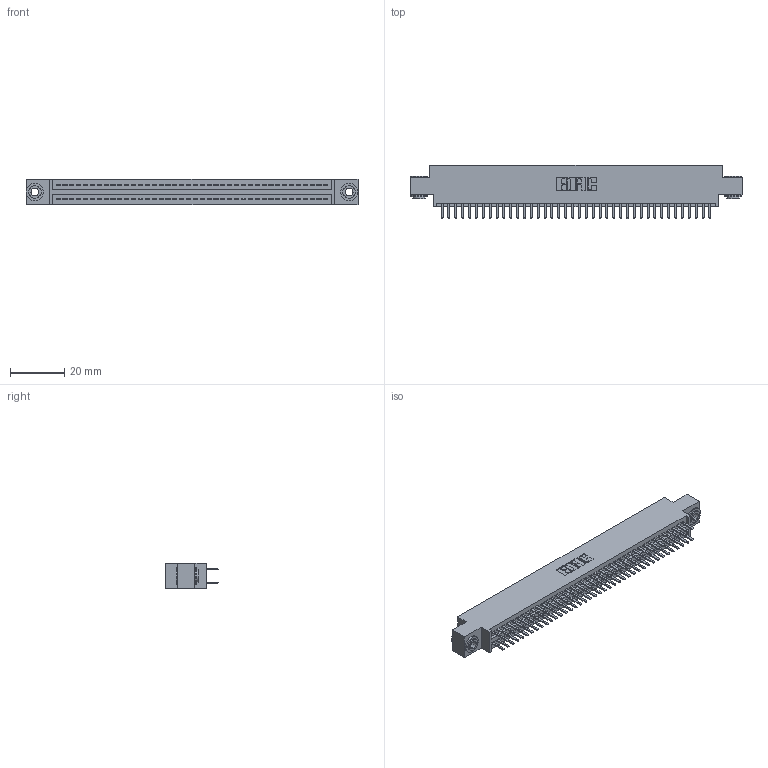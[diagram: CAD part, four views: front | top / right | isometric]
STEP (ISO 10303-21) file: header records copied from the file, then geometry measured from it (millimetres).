
FILE_DESCRIPTION (( 'STEP AP203' ), '1' );
FILE_NAME ('395-080-520-803.STEP', '2019-10-25T03:43:13', ( '' ), ( '' ), 'SwSTEP 2.0', 'SolidWorks 2016', '' );
FILE_SCHEMA (( 'CONFIG_CONTROL_DESIGN' ));
Length unit declared in the file: inch
Products named in the file (4): 345 Part_0.170 Offset - 0.156 Dia-TH; 345-292-001_345-293-120; 345-250-002_345-250-002-102; 395-080-520-803
Assembly tree (83 placements, depth 2):
  395-080-520-803
    345 Part_0.170 Offset - 0.156 Dia-TH
    345-292-001_345-293-120  x80
    345-250-002_345-250-002-102  x2
Bounding box: 122.81 x 19.68 x 9.4 mm (x, y, z)
Volume: 11782.1 mm3; surface area: 17650.7 mm2
Topology: 83 solids, 83 shells, 4488 faces, 12989 edges, 8442 vertices
Faces by surface type: plane 2894, cylinder 1586, cone 8
Entity records: 32550 total; most frequent: CARTESIAN_POINT 5447, ORIENTED_EDGE 5362, DIRECTION 4823, EDGE_CURVE 2681, LINE 2361, VECTOR 2361, VERTEX_POINT 1782, AXIS2_PLACEMENT_3D 1231
